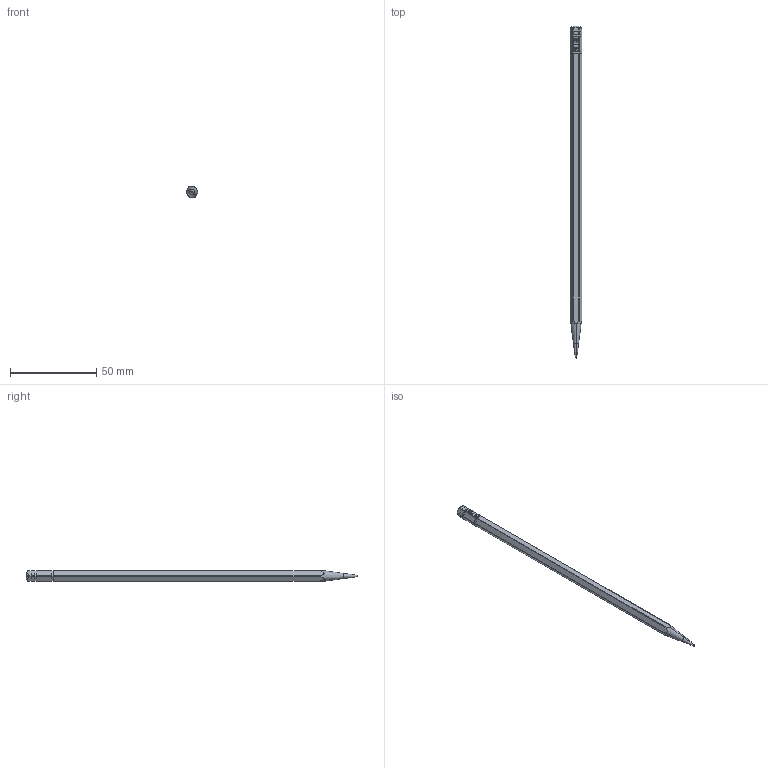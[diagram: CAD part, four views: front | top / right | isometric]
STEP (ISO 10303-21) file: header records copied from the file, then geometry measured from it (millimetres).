
FILE_DESCRIPTION (( 'STEP AP214' ), '1' );
FILE_NAME ('Pencil 2HB.STEP', '2021-10-25T20:08:12', ( '' ), ( '' ), 'SwSTEP 2.0', 'SolidWorks 2019', '' );
FILE_SCHEMA (( 'AUTOMOTIVE_DESIGN' ));
Length unit declared in the file: millimetre
Products named in the file (1): Pencil 2HB
Bounding box: 6.83 x 193 x 6 mm (x, y, z)
Volume: 5584.1 mm3; surface area: 7298.9 mm2
Topology: 3 solids, 3 shells, 152 faces, 395 edges, 251 vertices
Faces by surface type: plane 77, cylinder 40, bspline 21, torus 8, cone 4, sphere 2
Entity records: 6108 total; most frequent: CARTESIAN_POINT 2140, ORIENTED_EDGE 778, DIRECTION 691, EDGE_CURVE 389, VERTEX_POINT 251, VECTOR 239, LINE 239, AXIS2_PLACEMENT_3D 226
